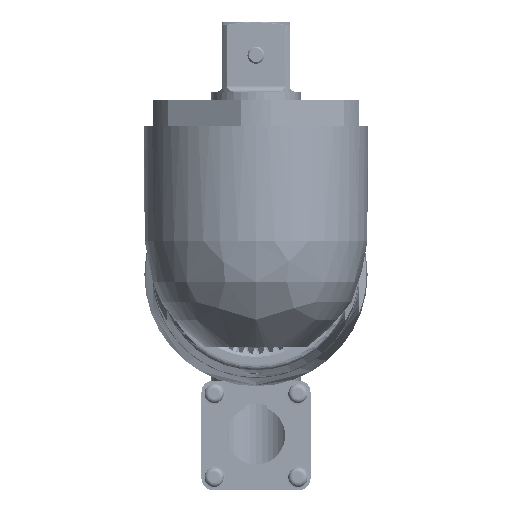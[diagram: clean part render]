
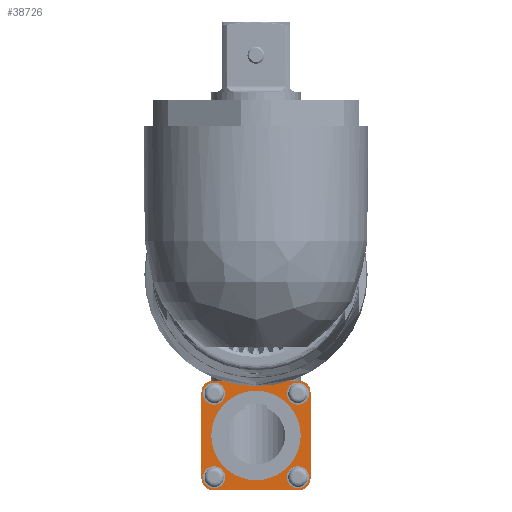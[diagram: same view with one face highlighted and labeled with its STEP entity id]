
A CAD part, left-side view. The second image highlights one B-rep face of the part: STEP entity #38726.
In plain terms, the highlighted planar face has unit normal (-1, 0, 0).
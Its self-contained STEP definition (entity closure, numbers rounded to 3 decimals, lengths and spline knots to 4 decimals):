
#24052=CARTESIAN_POINT('',(1.486,-0.48,-1.315));
#24053=DIRECTION('',(-1.,0.,0.));
#24054=DIRECTION('',(0.,-1.,0.));
#24055=AXIS2_PLACEMENT_3D('',#24052,#24053,#24054);
#24057=DIRECTION('',(0.,0.,1.));
#24058=VECTOR('',#24057,0.97);
#24059=CARTESIAN_POINT('',(1.486,-0.605,-2.285));
#24060=LINE('',#24059,#24058);
#24061=CARTESIAN_POINT('',(1.486,-0.48,-2.285));
#24062=DIRECTION('',(-1.,0.,0.));
#24063=DIRECTION('',(0.,0.,-1.));
#24064=AXIS2_PLACEMENT_3D('',#24061,#24062,#24063);
#24066=DIRECTION('',(0.,-1.,0.));
#24067=VECTOR('',#24066,0.97);
#24068=CARTESIAN_POINT('',(1.486,0.49,-2.41));
#24069=LINE('',#24068,#24067);
#24070=CARTESIAN_POINT('',(1.486,0.49,-2.285));
#24071=DIRECTION('',(-1.,0.,0.));
#24072=DIRECTION('',(0.,1.,0.));
#24073=AXIS2_PLACEMENT_3D('',#24070,#24071,#24072);
#24075=DIRECTION('',(0.,0.,-1.));
#24076=VECTOR('',#24075,0.97);
#24077=CARTESIAN_POINT('',(1.486,0.615,-1.315));
#24078=LINE('',#24077,#24076);
#24079=CARTESIAN_POINT('',(1.486,0.49,-1.315));
#24080=DIRECTION('',(-1.,0.,0.));
#24081=DIRECTION('',(0.,0.,1.));
#24082=AXIS2_PLACEMENT_3D('',#24079,#24080,#24081);
#24084=DIRECTION('',(0.,1.,0.));
#24085=VECTOR('',#24084,0.97);
#24086=CARTESIAN_POINT('',(1.486,-0.48,-1.19));
#24087=LINE('',#24086,#24085);
#24088=CARTESIAN_POINT('',(1.486,0.005,-1.8));
#24089=DIRECTION('',(1.,0.,0.));
#24090=DIRECTION('',(0.,0.,1.));
#24091=AXIS2_PLACEMENT_3D('',#24088,#24089,#24090);
#24093=CARTESIAN_POINT('',(1.486,0.005,-1.8));
#24094=DIRECTION('',(1.,0.,0.));
#24095=DIRECTION('',(0.,0.,-1.));
#24096=AXIS2_PLACEMENT_3D('',#24093,#24094,#24095);
#24098=CARTESIAN_POINT('',(1.486,-0.4635,-2.2685));
#24099=DIRECTION('',(-1.,0.,0.));
#24100=DIRECTION('',(0.,0.,-1.));
#24101=AXIS2_PLACEMENT_3D('',#24098,#24099,#24100);
#24103=CARTESIAN_POINT('',(1.486,-0.4635,-2.2685));
#24104=DIRECTION('',(-1.,0.,0.));
#24105=DIRECTION('',(0.,0.,1.));
#24106=AXIS2_PLACEMENT_3D('',#24103,#24104,#24105);
#24108=CARTESIAN_POINT('',(1.486,0.4735,-2.2685));
#24109=DIRECTION('',(-1.,0.,0.));
#24110=DIRECTION('',(0.,0.,-1.));
#24111=AXIS2_PLACEMENT_3D('',#24108,#24109,#24110);
#24113=CARTESIAN_POINT('',(1.486,0.4735,-2.2685));
#24114=DIRECTION('',(-1.,0.,0.));
#24115=DIRECTION('',(0.,0.,1.));
#24116=AXIS2_PLACEMENT_3D('',#24113,#24114,#24115);
#24118=CARTESIAN_POINT('',(1.486,0.4735,-1.3315));
#24119=DIRECTION('',(-1.,0.,0.));
#24120=DIRECTION('',(0.,0.,-1.));
#24121=AXIS2_PLACEMENT_3D('',#24118,#24119,#24120);
#24123=CARTESIAN_POINT('',(1.486,0.4735,-1.3315));
#24124=DIRECTION('',(-1.,0.,0.));
#24125=DIRECTION('',(0.,0.,1.));
#24126=AXIS2_PLACEMENT_3D('',#24123,#24124,#24125);
#24128=CARTESIAN_POINT('',(1.486,-0.4635,-1.3315));
#24129=DIRECTION('',(-1.,0.,0.));
#24130=DIRECTION('',(0.,0.,-1.));
#24131=AXIS2_PLACEMENT_3D('',#24128,#24129,#24130);
#24133=CARTESIAN_POINT('',(1.486,-0.4635,-1.3315));
#24134=DIRECTION('',(-1.,0.,0.));
#24135=DIRECTION('',(0.,0.,1.));
#24136=AXIS2_PLACEMENT_3D('',#24133,#24134,#24135);
#37347=CARTESIAN_POINT('',(1.486,0.005,-1.3));
#37348=CARTESIAN_POINT('',(1.486,0.005,-2.3));
#37349=VERTEX_POINT('',#37347);
#37350=VERTEX_POINT('',#37348);
#37389=CARTESIAN_POINT('',(1.486,-0.605,-1.315));
#37390=VERTEX_POINT('',#37389);
#37391=CARTESIAN_POINT('',(1.486,-0.48,-1.19));
#37392=VERTEX_POINT('',#37391);
#37397=CARTESIAN_POINT('',(1.486,-0.48,-2.41));
#37398=VERTEX_POINT('',#37397);
#37399=CARTESIAN_POINT('',(1.486,-0.605,-2.285));
#37400=VERTEX_POINT('',#37399);
#37405=CARTESIAN_POINT('',(1.486,0.49,-1.19));
#37406=VERTEX_POINT('',#37405);
#37407=CARTESIAN_POINT('',(1.486,0.615,-1.315));
#37408=VERTEX_POINT('',#37407);
#37413=CARTESIAN_POINT('',(1.486,0.615,-2.285));
#37414=VERTEX_POINT('',#37413);
#37415=CARTESIAN_POINT('',(1.486,0.49,-2.41));
#37416=VERTEX_POINT('',#37415);
#37777=CARTESIAN_POINT('',(1.486,-0.4635,-2.3925));
#37778=CARTESIAN_POINT('',(1.486,-0.4635,-2.1445));
#37779=VERTEX_POINT('',#37777);
#37780=VERTEX_POINT('',#37778);
#37877=CARTESIAN_POINT('',(1.486,0.4735,-2.3925));
#37878=CARTESIAN_POINT('',(1.486,0.4735,-2.1445));
#37879=VERTEX_POINT('',#37877);
#37880=VERTEX_POINT('',#37878);
#37977=CARTESIAN_POINT('',(1.486,0.4735,-1.4555));
#37978=CARTESIAN_POINT('',(1.486,0.4735,-1.2075));
#37979=VERTEX_POINT('',#37977);
#37980=VERTEX_POINT('',#37978);
#38077=CARTESIAN_POINT('',(1.486,-0.4635,-1.4555));
#38078=CARTESIAN_POINT('',(1.486,-0.4635,-1.2075));
#38079=VERTEX_POINT('',#38077);
#38080=VERTEX_POINT('',#38078);
#38674=CARTESIAN_POINT('',(1.486,0.005,-1.8));
#38675=DIRECTION('',(-1.,0.,0.));
#38676=DIRECTION('',(0.,0.,1.));
#38677=AXIS2_PLACEMENT_3D('',#38674,#38675,#38676);
#38678=PLANE('',#38677);
#38680=ORIENTED_EDGE('',*,*,#38679,.F.);
#38682=ORIENTED_EDGE('',*,*,#38681,.F.);
#38684=ORIENTED_EDGE('',*,*,#38683,.F.);
#38686=ORIENTED_EDGE('',*,*,#38685,.F.);
#38688=ORIENTED_EDGE('',*,*,#38687,.F.);
#38690=ORIENTED_EDGE('',*,*,#38689,.F.);
#38692=ORIENTED_EDGE('',*,*,#38691,.F.);
#38694=ORIENTED_EDGE('',*,*,#38693,.F.);
#38695=EDGE_LOOP('',(#38680,#38682,#38684,#38686,#38688,#38690,#38692,#38694));
#38696=FACE_OUTER_BOUND('',#38695,.F.);
#38698=ORIENTED_EDGE('',*,*,#38697,.F.);
#38700=ORIENTED_EDGE('',*,*,#38699,.F.);
#38701=EDGE_LOOP('',(#38698,#38700));
#38702=FACE_BOUND('',#38701,.F.);
#38704=ORIENTED_EDGE('',*,*,#38703,.T.);
#38706=ORIENTED_EDGE('',*,*,#38705,.T.);
#38707=EDGE_LOOP('',(#38704,#38706));
#38708=FACE_BOUND('',#38707,.F.);
#38710=ORIENTED_EDGE('',*,*,#38709,.T.);
#38712=ORIENTED_EDGE('',*,*,#38711,.T.);
#38713=EDGE_LOOP('',(#38710,#38712));
#38714=FACE_BOUND('',#38713,.F.);
#38716=ORIENTED_EDGE('',*,*,#38715,.T.);
#38717=ORIENTED_EDGE('',*,*,#38664,.T.);
#38718=EDGE_LOOP('',(#38716,#38717));
#38719=FACE_BOUND('',#38718,.F.);
#38721=ORIENTED_EDGE('',*,*,#38720,.T.);
#38723=ORIENTED_EDGE('',*,*,#38722,.T.);
#38724=EDGE_LOOP('',(#38721,#38723));
#38725=FACE_BOUND('',#38724,.F.);
#38726=ADVANCED_FACE('',(#38696,#38702,#38708,#38714,#38719,#38725),#38678,.T.);
#24056=CIRCLE('',#24055,0.125);
#24065=CIRCLE('',#24064,0.125);
#24074=CIRCLE('',#24073,0.125);
#24083=CIRCLE('',#24082,0.125);
#24092=CIRCLE('',#24091,0.5);
#24097=CIRCLE('',#24096,0.5);
#24102=CIRCLE('',#24101,0.124);
#24107=CIRCLE('',#24106,0.124);
#24112=CIRCLE('',#24111,0.124);
#24117=CIRCLE('',#24116,0.124);
#24122=CIRCLE('',#24121,0.124);
#24127=CIRCLE('',#24126,0.124);
#24132=CIRCLE('',#24131,0.124);
#24137=CIRCLE('',#24136,0.124);
#38664=EDGE_CURVE('',#37980,#37979,#24127,.T.);
#38679=EDGE_CURVE('',#37390,#37392,#24056,.T.);
#38681=EDGE_CURVE('',#37400,#37390,#24060,.T.);
#38683=EDGE_CURVE('',#37398,#37400,#24065,.T.);
#38685=EDGE_CURVE('',#37416,#37398,#24069,.T.);
#38687=EDGE_CURVE('',#37414,#37416,#24074,.T.);
#38689=EDGE_CURVE('',#37408,#37414,#24078,.T.);
#38691=EDGE_CURVE('',#37406,#37408,#24083,.T.);
#38693=EDGE_CURVE('',#37392,#37406,#24087,.T.);
#38697=EDGE_CURVE('',#37349,#37350,#24092,.T.);
#38699=EDGE_CURVE('',#37350,#37349,#24097,.T.);
#38703=EDGE_CURVE('',#37779,#37780,#24102,.T.);
#38705=EDGE_CURVE('',#37780,#37779,#24107,.T.);
#38709=EDGE_CURVE('',#37879,#37880,#24112,.T.);
#38711=EDGE_CURVE('',#37880,#37879,#24117,.T.);
#38715=EDGE_CURVE('',#37979,#37980,#24122,.T.);
#38720=EDGE_CURVE('',#38079,#38080,#24132,.T.);
#38722=EDGE_CURVE('',#38080,#38079,#24137,.T.);
